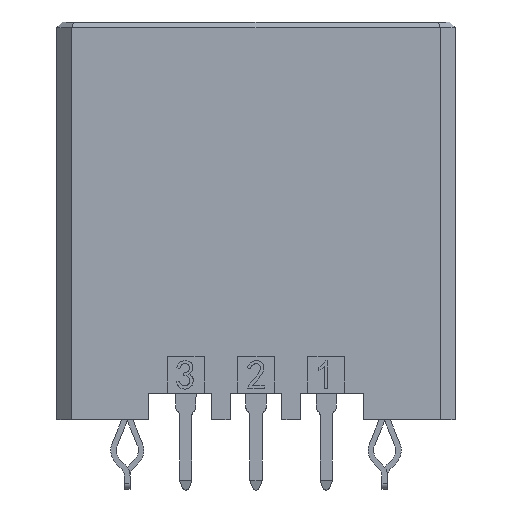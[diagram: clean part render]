
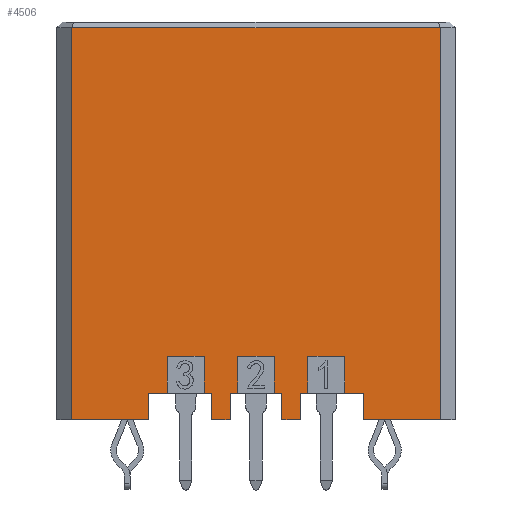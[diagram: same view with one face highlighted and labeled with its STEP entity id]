
A CAD part, front view. The second image highlights one B-rep face of the part: STEP entity #4506.
In plain terms, the highlighted planar face has unit normal (0, -1, 0).
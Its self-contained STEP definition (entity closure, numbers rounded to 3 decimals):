
#1850=CARTESIAN_POINT('',(-5.81,-4.675,-20.15));
#1851=VERTEX_POINT('',#1850);
#1858=CARTESIAN_POINT('',(-5.81,-4.675,-21.6));
#1859=VERTEX_POINT('',#1858);
#1860=CARTESIAN_POINT('',(-5.81,-4.675,-20.15));
#1861=DIRECTION('',(0.,0.,-1.));
#1862=VECTOR('',#1861,1.45);
#1863=LINE('',#1860,#1862);
#1864=EDGE_CURVE('',#1851,#1859,#1863,.T.);
#1991=CARTESIAN_POINT('',(5.81,-4.675,-21.6));
#1992=VERTEX_POINT('',#1991);
#1999=CARTESIAN_POINT('',(5.81,-4.675,-20.15));
#2000=VERTEX_POINT('',#1999);
#2001=CARTESIAN_POINT('',(5.81,-4.675,-21.6));
#2002=DIRECTION('',(0.,0.,1.));
#2003=VECTOR('',#2002,1.45);
#2004=LINE('',#2001,#2003);
#2005=EDGE_CURVE('',#1992,#2000,#2004,.T.);
#2239=CARTESIAN_POINT('',(10.01,-4.675,-21.6));
#2240=VERTEX_POINT('',#2239);
#2247=CARTESIAN_POINT('',(10.01,-4.675,-21.6));
#2248=DIRECTION('',(-1.,0.,0.));
#2249=VECTOR('',#2248,4.2);
#2250=LINE('',#2247,#2249);
#2251=EDGE_CURVE('',#2240,#1992,#2250,.T.);
#2314=CARTESIAN_POINT('',(-10.01,-4.675,-21.6));
#2315=VERTEX_POINT('',#2314);
#2316=CARTESIAN_POINT('',(-5.81,-4.675,-21.6));
#2317=DIRECTION('',(-1.,0.,0.));
#2318=VECTOR('',#2317,4.2);
#2319=LINE('',#2316,#2318);
#2320=EDGE_CURVE('',#1859,#2315,#2319,.T.);
#3702=CARTESIAN_POINT('',(10.01,-4.675,-0.3));
#3703=VERTEX_POINT('',#3702);
#3710=CARTESIAN_POINT('',(10.01,-4.675,-0.3));
#3711=DIRECTION('',(0.,0.,-1.));
#3712=VECTOR('',#3711,21.3);
#3713=LINE('',#3710,#3712);
#3714=EDGE_CURVE('',#3703,#2240,#3713,.T.);
#3755=CARTESIAN_POINT('',(-10.01,-4.675,-0.3));
#3756=VERTEX_POINT('',#3755);
#3757=CARTESIAN_POINT('',(-10.01,-4.675,-21.6));
#3758=DIRECTION('',(0.,0.,1.));
#3759=VECTOR('',#3758,21.3);
#3760=LINE('',#3757,#3759);
#3761=EDGE_CURVE('',#2315,#3756,#3760,.T.);
#4180=CARTESIAN_POINT('',(-10.01,-4.675,-0.3));
#4181=DIRECTION('',(1.,0.,0.));
#4182=VECTOR('',#4181,20.02);
#4183=LINE('',#4180,#4182);
#4184=EDGE_CURVE('',#3756,#3703,#4183,.T.);
#4206=CARTESIAN_POINT('',(-2.405,-4.675,-20.15));
#4207=VERTEX_POINT('',#4206);
#4214=CARTESIAN_POINT('',(-2.81,-4.675,-20.15));
#4215=VERTEX_POINT('',#4214);
#4216=CARTESIAN_POINT('',(-2.405,-4.675,-20.15));
#4217=DIRECTION('',(-1.,0.,0.));
#4218=VECTOR('',#4217,0.405);
#4219=LINE('',#4216,#4218);
#4220=EDGE_CURVE('',#4207,#4215,#4219,.T.);
#4238=CARTESIAN_POINT('',(-4.81,-4.675,-20.15));
#4239=VERTEX_POINT('',#4238);
#4246=CARTESIAN_POINT('',(-4.81,-4.675,-20.15));
#4247=DIRECTION('',(-1.,0.,0.));
#4248=VECTOR('',#4247,1.);
#4249=LINE('',#4246,#4248);
#4250=EDGE_CURVE('',#4239,#1851,#4249,.T.);
#4262=CARTESIAN_POINT('',(1.405,-4.675,-20.15));
#4263=VERTEX_POINT('',#4262);
#4270=CARTESIAN_POINT('',(1.,-4.675,-20.15));
#4271=VERTEX_POINT('',#4270);
#4272=CARTESIAN_POINT('',(1.405,-4.675,-20.15));
#4273=DIRECTION('',(-1.,0.,0.));
#4274=VECTOR('',#4273,0.405);
#4275=LINE('',#4272,#4274);
#4276=EDGE_CURVE('',#4263,#4271,#4275,.T.);
#4294=CARTESIAN_POINT('',(-1.,-4.675,-20.15));
#4295=VERTEX_POINT('',#4294);
#4302=CARTESIAN_POINT('',(-1.405,-4.675,-20.15));
#4303=VERTEX_POINT('',#4302);
#4304=CARTESIAN_POINT('',(-1.,-4.675,-20.15));
#4305=DIRECTION('',(-1.,0.,0.));
#4306=VECTOR('',#4305,0.405);
#4307=LINE('',#4304,#4306);
#4308=EDGE_CURVE('',#4295,#4303,#4307,.T.);
#4326=CARTESIAN_POINT('',(4.81,-4.675,-20.15));
#4327=VERTEX_POINT('',#4326);
#4328=CARTESIAN_POINT('',(5.81,-4.675,-20.15));
#4329=DIRECTION('',(-1.,0.,0.));
#4330=VECTOR('',#4329,1.);
#4331=LINE('',#4328,#4330);
#4332=EDGE_CURVE('',#2000,#4327,#4331,.T.);
#4350=CARTESIAN_POINT('',(2.81,-4.675,-20.15));
#4351=VERTEX_POINT('',#4350);
#4358=CARTESIAN_POINT('',(2.405,-4.675,-20.15));
#4359=VERTEX_POINT('',#4358);
#4360=CARTESIAN_POINT('',(2.81,-4.675,-20.15));
#4361=DIRECTION('',(-1.,0.,0.));
#4362=VECTOR('',#4361,0.405);
#4363=LINE('',#4360,#4362);
#4364=EDGE_CURVE('',#4351,#4359,#4363,.T.);
#4376=CARTESIAN_POINT('',(0.,-4.675,-10.8));
#4377=DIRECTION('',(-1.,0.,0.));
#4378=DIRECTION('',(0.,-1.,0.));
#4379=AXIS2_PLACEMENT_3D('',#4376,#4378,#4377);
#4380=PLANE('',#4379);
#4381=ORIENTED_EDGE('',*,*,#2320,.F.);
#4382=ORIENTED_EDGE('',*,*,#1864,.F.);
#4383=ORIENTED_EDGE('',*,*,#4250,.F.);
#4384=CARTESIAN_POINT('',(-4.81,-4.675,-18.15));
#4385=VERTEX_POINT('',#4384);
#4386=CARTESIAN_POINT('',(-4.81,-4.675,-20.15));
#4387=DIRECTION('',(0.,0.,1.));
#4388=VECTOR('',#4387,2.);
#4389=LINE('',#4386,#4388);
#4390=EDGE_CURVE('',#4239,#4385,#4389,.T.);
#4391=ORIENTED_EDGE('',*,*,#4390,.T.);
#4392=CARTESIAN_POINT('',(-2.81,-4.675,-18.15));
#4393=VERTEX_POINT('',#4392);
#4394=CARTESIAN_POINT('',(-4.81,-4.675,-18.15));
#4395=DIRECTION('',(1.,0.,0.));
#4396=VECTOR('',#4395,2.);
#4397=LINE('',#4394,#4396);
#4398=EDGE_CURVE('',#4385,#4393,#4397,.T.);
#4399=ORIENTED_EDGE('',*,*,#4398,.T.);
#4400=CARTESIAN_POINT('',(-2.81,-4.675,-18.15));
#4401=DIRECTION('',(0.,0.,-1.));
#4402=VECTOR('',#4401,2.);
#4403=LINE('',#4400,#4402);
#4404=EDGE_CURVE('',#4393,#4215,#4403,.T.);
#4405=ORIENTED_EDGE('',*,*,#4404,.T.);
#4406=ORIENTED_EDGE('',*,*,#4220,.F.);
#4407=CARTESIAN_POINT('',(-2.405,-4.675,-21.6));
#4408=VERTEX_POINT('',#4407);
#4409=CARTESIAN_POINT('',(-2.405,-4.675,-20.15));
#4410=DIRECTION('',(0.,0.,-1.));
#4411=VECTOR('',#4410,1.45);
#4412=LINE('',#4409,#4411);
#4413=EDGE_CURVE('',#4207,#4408,#4412,.T.);
#4414=ORIENTED_EDGE('',*,*,#4413,.T.);
#4415=CARTESIAN_POINT('',(-1.405,-4.675,-21.6));
#4416=VERTEX_POINT('',#4415);
#4417=CARTESIAN_POINT('',(-2.405,-4.675,-21.6));
#4418=DIRECTION('',(1.,0.,0.));
#4419=VECTOR('',#4418,1.);
#4420=LINE('',#4417,#4419);
#4421=EDGE_CURVE('',#4408,#4416,#4420,.T.);
#4422=ORIENTED_EDGE('',*,*,#4421,.T.);
#4423=CARTESIAN_POINT('',(-1.405,-4.675,-21.6));
#4424=DIRECTION('',(0.,0.,1.));
#4425=VECTOR('',#4424,1.45);
#4426=LINE('',#4423,#4425);
#4427=EDGE_CURVE('',#4416,#4303,#4426,.T.);
#4428=ORIENTED_EDGE('',*,*,#4427,.T.);
#4429=ORIENTED_EDGE('',*,*,#4308,.F.);
#4430=CARTESIAN_POINT('',(-1.,-4.675,-18.15));
#4431=VERTEX_POINT('',#4430);
#4432=CARTESIAN_POINT('',(-1.,-4.675,-20.15));
#4433=DIRECTION('',(0.,0.,1.));
#4434=VECTOR('',#4433,2.);
#4435=LINE('',#4432,#4434);
#4436=EDGE_CURVE('',#4295,#4431,#4435,.T.);
#4437=ORIENTED_EDGE('',*,*,#4436,.T.);
#4438=CARTESIAN_POINT('',(1.,-4.675,-18.15));
#4439=VERTEX_POINT('',#4438);
#4440=CARTESIAN_POINT('',(-1.,-4.675,-18.15));
#4441=DIRECTION('',(1.,0.,0.));
#4442=VECTOR('',#4441,2.);
#4443=LINE('',#4440,#4442);
#4444=EDGE_CURVE('',#4431,#4439,#4443,.T.);
#4445=ORIENTED_EDGE('',*,*,#4444,.T.);
#4446=CARTESIAN_POINT('',(1.,-4.675,-18.15));
#4447=DIRECTION('',(0.,0.,-1.));
#4448=VECTOR('',#4447,2.);
#4449=LINE('',#4446,#4448);
#4450=EDGE_CURVE('',#4439,#4271,#4449,.T.);
#4451=ORIENTED_EDGE('',*,*,#4450,.T.);
#4452=ORIENTED_EDGE('',*,*,#4276,.F.);
#4453=CARTESIAN_POINT('',(1.405,-4.675,-21.6));
#4454=VERTEX_POINT('',#4453);
#4455=CARTESIAN_POINT('',(1.405,-4.675,-20.15));
#4456=DIRECTION('',(0.,0.,-1.));
#4457=VECTOR('',#4456,1.45);
#4458=LINE('',#4455,#4457);
#4459=EDGE_CURVE('',#4263,#4454,#4458,.T.);
#4460=ORIENTED_EDGE('',*,*,#4459,.T.);
#4461=CARTESIAN_POINT('',(2.405,-4.675,-21.6));
#4462=VERTEX_POINT('',#4461);
#4463=CARTESIAN_POINT('',(1.405,-4.675,-21.6));
#4464=DIRECTION('',(1.,0.,0.));
#4465=VECTOR('',#4464,1.);
#4466=LINE('',#4463,#4465);
#4467=EDGE_CURVE('',#4454,#4462,#4466,.T.);
#4468=ORIENTED_EDGE('',*,*,#4467,.T.);
#4469=CARTESIAN_POINT('',(2.405,-4.675,-21.6));
#4470=DIRECTION('',(0.,0.,1.));
#4471=VECTOR('',#4470,1.45);
#4472=LINE('',#4469,#4471);
#4473=EDGE_CURVE('',#4462,#4359,#4472,.T.);
#4474=ORIENTED_EDGE('',*,*,#4473,.T.);
#4475=ORIENTED_EDGE('',*,*,#4364,.F.);
#4476=CARTESIAN_POINT('',(2.81,-4.675,-18.15));
#4477=VERTEX_POINT('',#4476);
#4478=CARTESIAN_POINT('',(2.81,-4.675,-20.15));
#4479=DIRECTION('',(0.,0.,1.));
#4480=VECTOR('',#4479,2.);
#4481=LINE('',#4478,#4480);
#4482=EDGE_CURVE('',#4351,#4477,#4481,.T.);
#4483=ORIENTED_EDGE('',*,*,#4482,.T.);
#4484=CARTESIAN_POINT('',(4.81,-4.675,-18.15));
#4485=VERTEX_POINT('',#4484);
#4486=CARTESIAN_POINT('',(2.81,-4.675,-18.15));
#4487=DIRECTION('',(1.,0.,0.));
#4488=VECTOR('',#4487,2.);
#4489=LINE('',#4486,#4488);
#4490=EDGE_CURVE('',#4477,#4485,#4489,.T.);
#4491=ORIENTED_EDGE('',*,*,#4490,.T.);
#4492=CARTESIAN_POINT('',(4.81,-4.675,-18.15));
#4493=DIRECTION('',(0.,0.,-1.));
#4494=VECTOR('',#4493,2.);
#4495=LINE('',#4492,#4494);
#4496=EDGE_CURVE('',#4485,#4327,#4495,.T.);
#4497=ORIENTED_EDGE('',*,*,#4496,.T.);
#4498=ORIENTED_EDGE('',*,*,#4332,.F.);
#4499=ORIENTED_EDGE('',*,*,#2005,.F.);
#4500=ORIENTED_EDGE('',*,*,#2251,.F.);
#4501=ORIENTED_EDGE('',*,*,#3714,.F.);
#4502=ORIENTED_EDGE('',*,*,#4184,.F.);
#4503=ORIENTED_EDGE('',*,*,#3761,.F.);
#4504=EDGE_LOOP('',(#4381,#4382,#4383,#4391,#4399,#4405,#4406,#4414,#4422,#4428,#4429,#4437,#4445,#4451,#4452,#4460,#4468,#4474,#4475,#4483,#4491,#4497,#4498,#4499,#4500,#4501,#4502,#4503));
#4505=FACE_OUTER_BOUND('',#4504,.T.);
#4506=ADVANCED_FACE('',(#4505),#4380,.T.);
